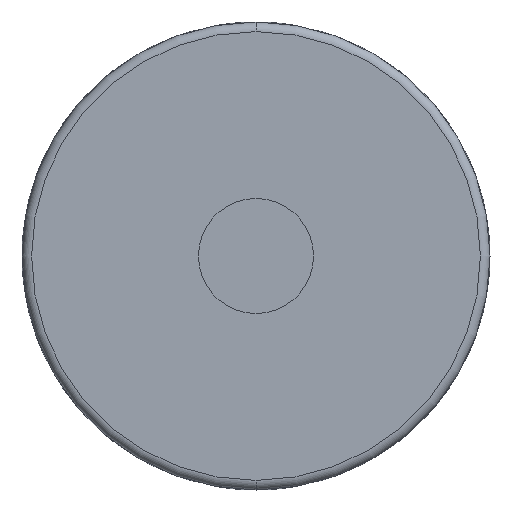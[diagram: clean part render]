
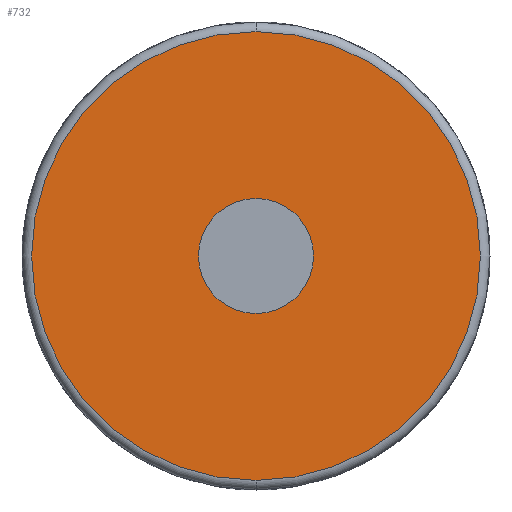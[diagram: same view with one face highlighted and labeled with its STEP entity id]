
A CAD part, left-side view. The second image highlights one B-rep face of the part: STEP entity #732.
In plain terms, the highlighted planar face has unit normal (-1, 0, 0).
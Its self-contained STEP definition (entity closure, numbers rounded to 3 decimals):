
#91 = DIRECTION ( 'NONE',  ( 0., 0., 1. ) ) ;
#466 = CARTESIAN_POINT ( 'NONE',  ( -13.5, 0., 1.5 ) ) ;
#686 = EDGE_CURVE ( 'NONE', #1027, #5361, #4882, .T. ) ;
#732 = ADVANCED_FACE ( 'NONE', ( #5083, #2405 ), #3715, .T. ) ;
#745 = AXIS2_PLACEMENT_3D ( 'NONE', #5525, #5076, #1469 ) ;
#855 = DIRECTION ( 'NONE',  ( 0., 0., 1. ) ) ;
#974 = CARTESIAN_POINT ( 'NONE',  ( -13.5, 0., 5.85 ) ) ;
#1023 = DIRECTION ( 'NONE',  ( 0., 0., 1. ) ) ;
#1027 = VERTEX_POINT ( 'NONE', #5754 ) ;
#1156 = VERTEX_POINT ( 'NONE', #3673 ) ;
#1209 = CIRCLE ( 'NONE', #5065, 1.5 ) ;
#1469 = DIRECTION ( 'NONE',  ( 0., 0., 1. ) ) ;
#1493 = CIRCLE ( 'NONE', #3966, 5.85 ) ;
#1755 = ORIENTED_EDGE ( 'NONE', *, *, #4664, .T. ) ;
#1925 = DIRECTION ( 'NONE',  ( -1., 0., 0. ) ) ;
#1965 = DIRECTION ( 'NONE',  ( -1., 0., 0. ) ) ;
#2000 = AXIS2_PLACEMENT_3D ( 'NONE', #4714, #4652, #5651 ) ;
#2302 = CARTESIAN_POINT ( 'NONE',  ( -13.5, 0., 0. ) ) ;
#2405 = FACE_BOUND ( 'NONE', #3100, .T. ) ;
#2574 = CARTESIAN_POINT ( 'NONE',  ( -13.5, 0., 0. ) ) ;
#3100 = EDGE_LOOP ( 'NONE', ( #4738, #4137 ) ) ;
#3179 = ORIENTED_EDGE ( 'NONE', *, *, #686, .T. ) ;
#3673 = CARTESIAN_POINT ( 'NONE',  ( -13.5, 0., -1.5 ) ) ;
#3715 = PLANE ( 'NONE',  #4054 ) ;
#3966 = AXIS2_PLACEMENT_3D ( 'NONE', #2302, #1925, #91 ) ;
#4054 = AXIS2_PLACEMENT_3D ( 'NONE', #5097, #1965, #1023 ) ;
#4137 = ORIENTED_EDGE ( 'NONE', *, *, #4870, .F. ) ;
#4409 = EDGE_CURVE ( 'NONE', #4602, #1156, #1209, .T. ) ;
#4602 = VERTEX_POINT ( 'NONE', #466 ) ;
#4652 = DIRECTION ( 'NONE',  ( -1., 0., 0. ) ) ;
#4664 = EDGE_CURVE ( 'NONE', #5361, #1027, #1493, .T. ) ;
#4714 = CARTESIAN_POINT ( 'NONE',  ( -13.5, 0., 0. ) ) ;
#4738 = ORIENTED_EDGE ( 'NONE', *, *, #4409, .F. ) ;
#4816 = EDGE_LOOP ( 'NONE', ( #1755, #3179 ) ) ;
#4868 = DIRECTION ( 'NONE',  ( -1., 0., 0. ) ) ;
#4870 = EDGE_CURVE ( 'NONE', #1156, #4602, #5500, .T. ) ;
#4882 = CIRCLE ( 'NONE', #745, 5.85 ) ;
#5065 = AXIS2_PLACEMENT_3D ( 'NONE', #2574, #4868, #855 ) ;
#5076 = DIRECTION ( 'NONE',  ( -1., 0., 0. ) ) ;
#5083 = FACE_OUTER_BOUND ( 'NONE', #4816, .T. ) ;
#5097 = CARTESIAN_POINT ( 'NONE',  ( -13.5, -5.85, 0. ) ) ;
#5361 = VERTEX_POINT ( 'NONE', #974 ) ;
#5500 = CIRCLE ( 'NONE', #2000, 1.5 ) ;
#5525 = CARTESIAN_POINT ( 'NONE',  ( -13.5, 0., 0. ) ) ;
#5651 = DIRECTION ( 'NONE',  ( 0., 0., 1. ) ) ;
#5754 = CARTESIAN_POINT ( 'NONE',  ( -13.5, 0., -5.85 ) ) ;
